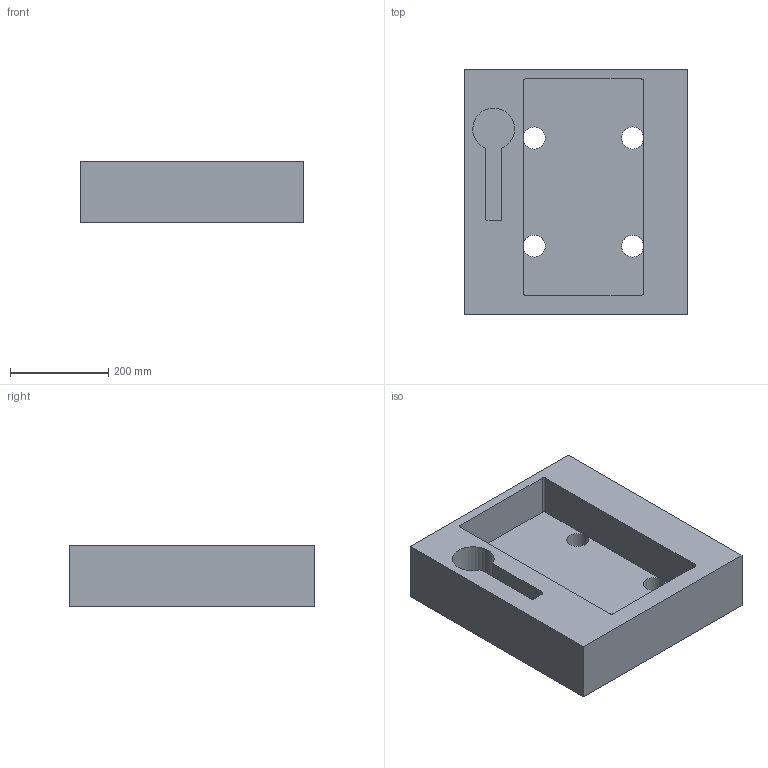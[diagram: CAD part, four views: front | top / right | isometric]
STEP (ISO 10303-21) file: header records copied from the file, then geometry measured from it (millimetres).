
FILE_DESCRIPTION(('CATIA V5 STEP Exchange'),'2;1');
FILE_NAME('Base para proteccion de maquina de cafe- Rev 4.stp','2021-05-17T18:13:14+00:00',('none'),('none'),'CATIA Version 5 Release 21 GA (IN-10)','CATIA V5 STEP AP203','none');
FILE_SCHEMA(('CONFIG_CONTROL_DESIGN'));
Length unit declared in the file: millimetre
Products named in the file (1): Base para protección de máquina de café- Rev 4
Bounding box: 455 x 500 x 125 mm (x, y, z)
Volume: 18132045.6 mm3; surface area: 866755.6 mm2
Topology: 1 solids, 1 shells, 30 faces, 82 edges, 52 vertices
Faces by surface type: cylinder 15, plane 15
Entity records: 963 total; most frequent: ORIENTED_EDGE 164, CARTESIAN_POINT 160, DIRECTION 132, EDGE_CURVE 82, AXIS2_PLACEMENT_3D 56, VECTOR 52, LINE 52, VERTEX_POINT 52
